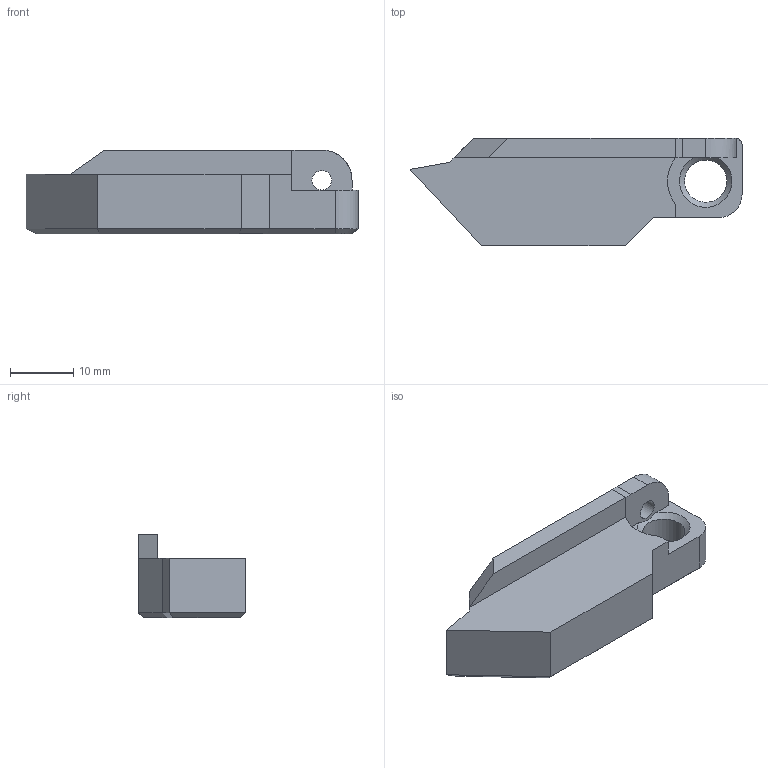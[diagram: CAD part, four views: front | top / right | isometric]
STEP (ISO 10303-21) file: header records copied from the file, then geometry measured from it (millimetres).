
FILE_DESCRIPTION(/* description */ (''),/* implementation_level */ '2;1');
FILE_NAME(/* name */ 'Hackbolt Revised Plate (no fastener - plain) v1.step',/* time_stamp */ '2021-01-13T10:32:46-06:00',/* author */ (''),/* organization */ (''),/* preprocessor_version */ 'ST-DEVELOPER v18.1',/* originating_system */ 'Autodesk Translation Framework v9.7.1.1290',/* authorisation */ '');
FILE_SCHEMA (('AUTOMOTIVE_DESIGN { 1 0 10303 214 3 1 1 }'));
Length unit declared in the file: inch
Products named in the file (1): Hackbolt Revised Plate (no keytool plain)
Bounding box: 52.35 x 16.89 x 13.23 mm (x, y, z)
Volume: 5134.3 mm3; surface area: 3620 mm2
Topology: 1 solids, 1 shells, 69 faces, 181 edges, 115 vertices
Faces by surface type: plane 32, cylinder 28, cone 5, bspline 4
Full cylindrical faces by diameter (mm): 3.099 x1, 6.675 x1, 7.375 x1, 9.902 x4, 11.43 x8, 12.43 x2
Entity records: 3422 total; most frequent: CARTESIAN_POINT 1766, ORIENTED_EDGE 362, DIRECTION 309, EDGE_CURVE 181, VERTEX_POINT 115, AXIS2_PLACEMENT_3D 104, LINE 101, VECTOR 101
